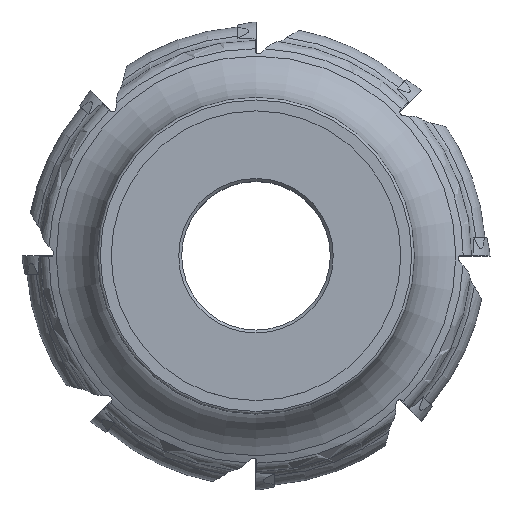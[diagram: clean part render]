
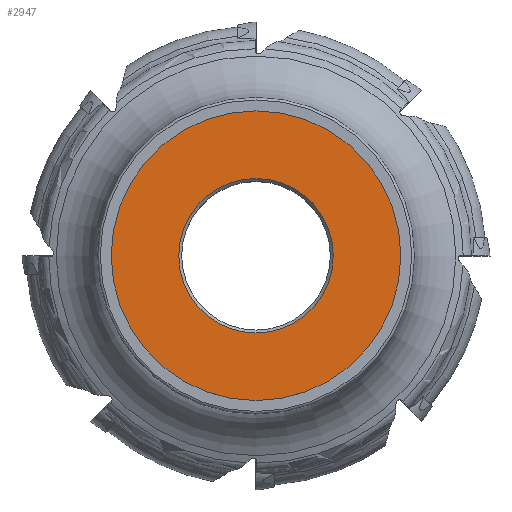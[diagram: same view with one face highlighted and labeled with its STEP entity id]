
A CAD part, top view. The second image highlights one B-rep face of the part: STEP entity #2947.
In plain terms, the highlighted planar face has unit normal (0, 0, 1).
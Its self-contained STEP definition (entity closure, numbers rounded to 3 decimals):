
#1234=PLANE('',#9717);
#2947=ADVANCED_FACE('CU_BACK_F001',(#3191,#3192),#1234,.F.);
#3191=FACE_BOUND('',#3771,.T.);
#3192=FACE_BOUND('',#3772,.T.);
#3771=EDGE_LOOP('',(#6213));
#3772=EDGE_LOOP('',(#6214));
#6213=ORIENTED_EDGE('',*,*,#8315,.F.);
#6214=ORIENTED_EDGE('',*,*,#8316,.T.);
#7083=VERTEX_POINT('',#20395);
#7084=VERTEX_POINT('',#20398);
#8315=EDGE_CURVE('',#7083,#7083,#8635,.T.);
#8316=EDGE_CURVE('',#7084,#7084,#8636,.T.);
#8635=CIRCLE('',#9714,49.5);
#8636=CIRCLE('',#9716,26.408);
#9714=AXIS2_PLACEMENT_3D('',#20394,#12049,#12050);
#9716=AXIS2_PLACEMENT_3D('',#20397,#12053,#12054);
#9717=AXIS2_PLACEMENT_3D('',#20399,#12055,#12056);
#12049=DIRECTION('',(0.,0.,-1.));
#12050=DIRECTION('',(1.,0.,0.));
#12053=DIRECTION('',(0.,0.,-1.));
#12054=DIRECTION('',(1.,0.,0.));
#12055=DIRECTION('',(0.,0.,-1.));
#12056=DIRECTION('',(-1.,0.,0.));
#20394=CARTESIAN_POINT('',(0.,0.,0.));
#20395=CARTESIAN_POINT('',(49.5,0.,0.));
#20397=CARTESIAN_POINT('',(0.,0.,0.));
#20398=CARTESIAN_POINT('',(26.408,0.,0.));
#20399=CARTESIAN_POINT('',(-49.5,0.,0.));
